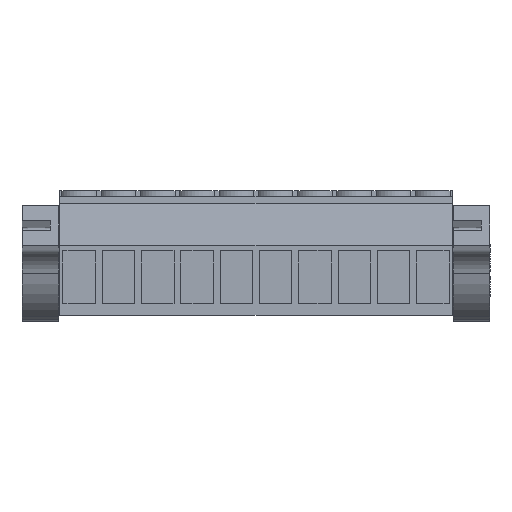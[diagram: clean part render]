
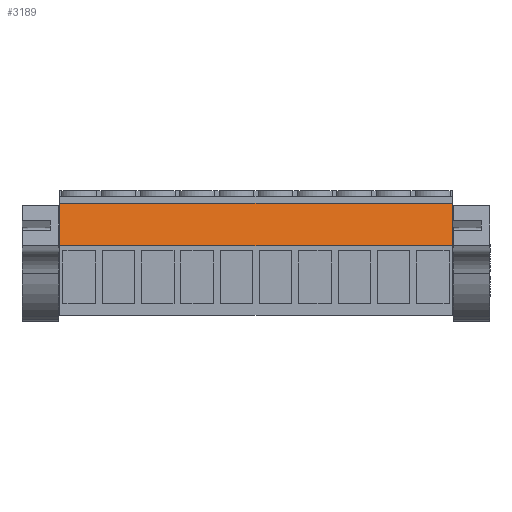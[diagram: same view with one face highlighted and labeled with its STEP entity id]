
A CAD part, top view. The second image highlights one B-rep face of the part: STEP entity #3189.
In plain terms, the highlighted planar face has unit normal (0, 0.18, 0.984).
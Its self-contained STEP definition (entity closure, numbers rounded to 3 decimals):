
#3169=AXIS2_PLACEMENT_3D('Plane Axis2P3D',#3166,#3167,#3168) ;
#77=CARTESIAN_POINT('Vertex',(4.85,9.805,19.751)) ;
#80=CARTESIAN_POINT('Line Origine',(4.85,12.537,19.251)) ;
#84=CARTESIAN_POINT('Vertex',(4.85,15.269,18.752)) ;
#3151=CARTESIAN_POINT('Vertex',(55.65,9.805,19.751)) ;
#3154=CARTESIAN_POINT('Line Origine',(30.25,9.805,19.751)) ;
#3166=CARTESIAN_POINT('Axis2P3D Location',(35.33,15.269,18.752)) ;
#3171=CARTESIAN_POINT('Line Origine',(55.65,12.537,19.251)) ;
#3175=CARTESIAN_POINT('Vertex',(55.65,15.269,18.752)) ;
#3178=CARTESIAN_POINT('Line Origine',(30.25,15.269,18.752)) ;
#81=DIRECTION('Vector Direction',(0.,-0.984,0.18)) ;
#3155=DIRECTION('Vector Direction',(1.,0.,0.)) ;
#3167=DIRECTION('Axis2P3D Direction',(0.,0.18,0.984)) ;
#3168=DIRECTION('Axis2P3D XDirection',(0.,-0.984,0.18)) ;
#3172=DIRECTION('Vector Direction',(0.,-0.984,0.18)) ;
#3179=DIRECTION('Vector Direction',(1.,0.,0.)) ;
#82=VECTOR('Line Direction',#81,1.) ;
#3156=VECTOR('Line Direction',#3155,1.) ;
#3173=VECTOR('Line Direction',#3172,1.) ;
#3180=VECTOR('Line Direction',#3179,1.) ;
#3184=ORIENTED_EDGE('',*,*,#86,.F.) ;
#3185=ORIENTED_EDGE('',*,*,#3158,.T.) ;
#3186=ORIENTED_EDGE('',*,*,#3177,.F.) ;
#3187=ORIENTED_EDGE('',*,*,#3182,.F.) ;
#3189=ADVANCED_FACE('HOUSING',(#3188),#3170,.T.) ;
#86=EDGE_CURVE('',#78,#85,#83,.F.) ;
#3158=EDGE_CURVE('',#78,#3152,#3157,.T.) ;
#3177=EDGE_CURVE('',#3176,#3152,#3174,.T.) ;
#3182=EDGE_CURVE('',#85,#3176,#3181,.T.) ;
#3183=EDGE_LOOP('',(#3184,#3185,#3186,#3187)) ;
#3188=FACE_OUTER_BOUND('',#3183,.T.) ;
#83=LINE('Line',#80,#82) ;
#3157=LINE('Line',#3154,#3156) ;
#3174=LINE('Line',#3171,#3173) ;
#3181=LINE('Line',#3178,#3180) ;
#3170=PLANE('',#3169) ;
#78=VERTEX_POINT('',#77) ;
#85=VERTEX_POINT('',#84) ;
#3152=VERTEX_POINT('',#3151) ;
#3176=VERTEX_POINT('',#3175) ;
